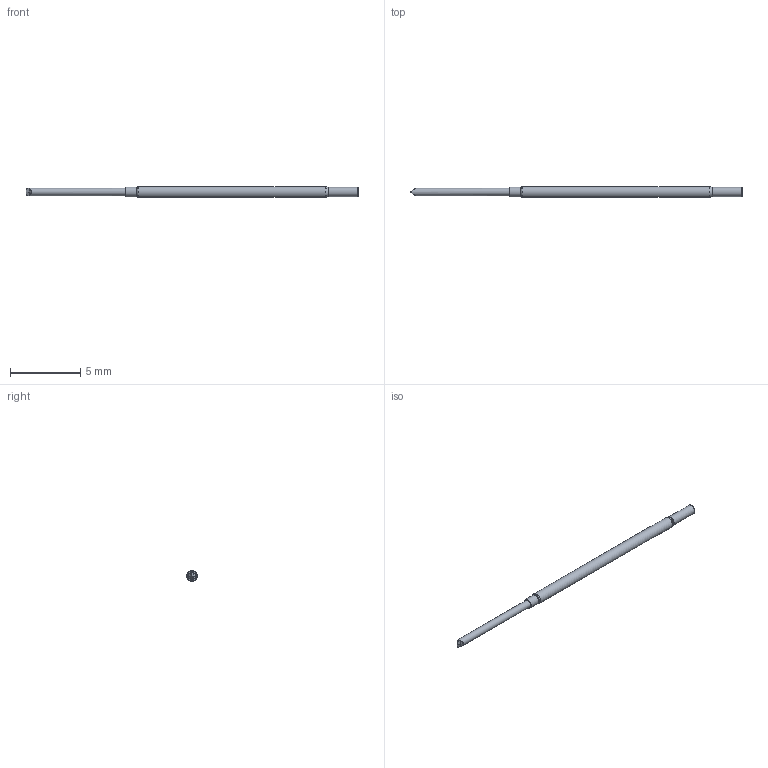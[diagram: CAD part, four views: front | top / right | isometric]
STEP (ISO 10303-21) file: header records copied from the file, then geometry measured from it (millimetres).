
FILE_DESCRIPTION (( 'STEP AP214' ), '1' );
FILE_NAME ('X39-PR16S8RP.STEP', '2017-06-07T19:54:03', ( '' ), ( '' ), 'SwSTEP 2.0', 'SolidWorks 2016', '' );
FILE_SCHEMA (( 'AUTOMOTIVE_DESIGN' ));
Length unit declared in the file: inch
Products named in the file (1): X39-PR16S8RP
Bounding box: 23.62 x 0.78 x 0.78 mm (x, y, z)
Volume: 9.1 mm3; surface area: 51.9 mm2
Topology: 1 solids, 1 shells, 22 faces, 46 edges, 27 vertices
Faces by surface type: cone 10, torus 5, cylinder 4, plane 3
Full cylindrical faces by diameter (mm): 0.533 x1, 0.665 x1, 0.686 x1, 0.782 x1
Entity records: 866 total; most frequent: CARTESIAN_POINT 145, DIRECTION 78, ORIENTED_EDGE 68, AXIS2_PLACEMENT_3D 39, EDGE_CURVE 34, EDGE_LOOP 34, FACE_OUTER_BOUND 31, VERTEX_POINT 26
